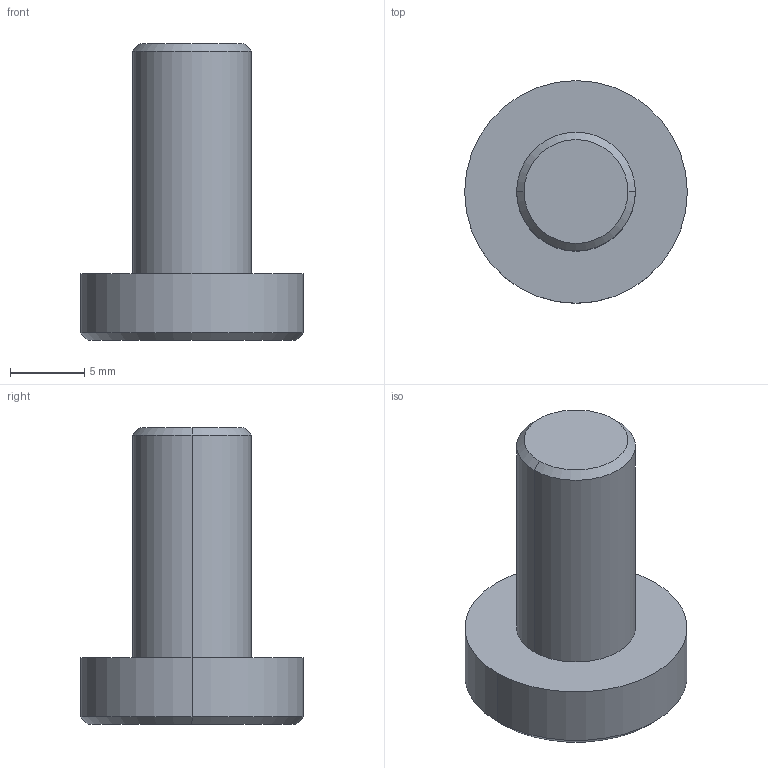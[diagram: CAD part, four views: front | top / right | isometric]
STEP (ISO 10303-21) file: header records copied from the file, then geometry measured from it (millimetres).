
FILE_DESCRIPTION (( 'STEP AP214' ), '1' );
FILE_NAME ('BruyRubio_TP___15.STEP', '2019-12-19T16:32:40', ( '' ), ( '' ), 'SwSTEP 2.0', 'SolidWorks 2017', '' );
FILE_SCHEMA (( 'AUTOMOTIVE_DESIGN' ));
Length unit declared in the file: millimetre
Products named in the file (1): BruyRubio_TP___15
Bounding box: 15 x 15 x 20 mm (x, y, z)
Volume: 1565.6 mm3; surface area: 933.2 mm2
Topology: 1 solids, 1 shells, 11 faces, 20 edges, 12 vertices
Faces by surface type: cone 4, cylinder 4, plane 3
Entity records: 429 total; most frequent: DIRECTION 56, CARTESIAN_POINT 44, ORIENTED_EDGE 40, AXIS2_PLACEMENT_3D 24, EDGE_CURVE 20, UNCERTAINTY_MEASURE_WITH_UNIT 14, SURFACE_STYLE_FILL_AREA 13, FILL_AREA_STYLE 13
